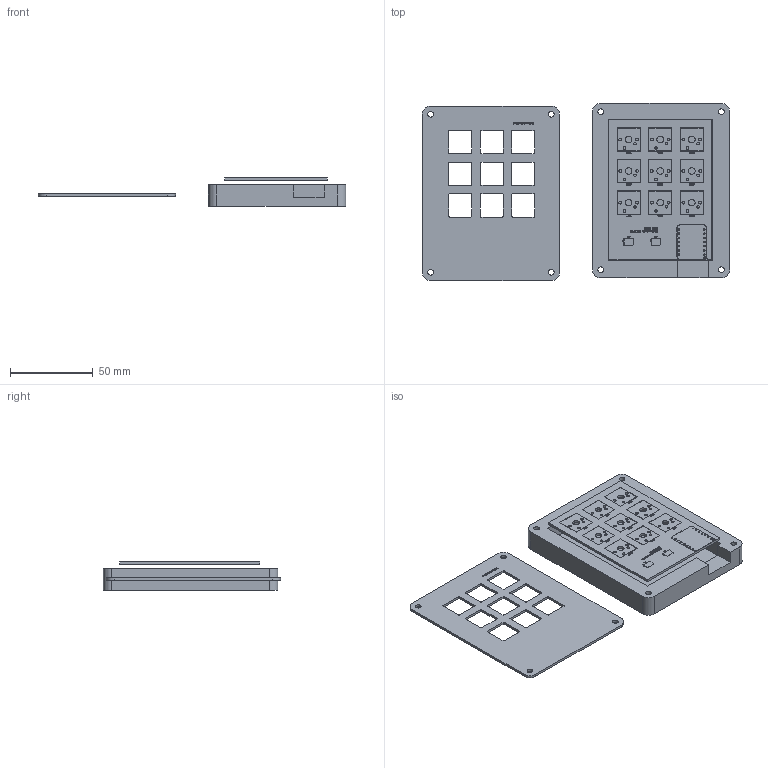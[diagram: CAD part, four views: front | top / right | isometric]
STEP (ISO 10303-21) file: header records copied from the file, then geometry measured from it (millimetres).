
FILE_DESCRIPTION(/* description */ (''),/* implementation_level */ '2;1');
FILE_NAME(/* name */ 'hackpad v4.step',/* time_stamp */ '2025-12-03T16:51:48Z',/* author */ (''),/* organization */ (''),/* preprocessor_version */ 'ST-DEVELOPER v20.1',/* originating_system */ 'Autodesk Translation Framework v14.17.0.0',/* authorisation */ '');
FILE_SCHEMA (('AUTOMOTIVE_DESIGN { 1 0 10303 214 3 1 1 }'));
Length unit declared in the file: millimetre
Products named in the file (6): hackpad; Matheesha's Hackpad; macropad 1; macropad_silkscreen; macropad_PCB; hackpad_front
Assembly tree (4 placements, depth 3):
  hackpad
  Matheesha's Hackpad
    macropad 1
      macropad_silkscreen
      macropad_PCB
    hackpad_front
Bounding box: 185.69 x 107.05 x 17.25 mm (x, y, z)
Volume: 75438.4 mm3; surface area: 51988 mm2
Topology: 3 solids, 76 shells, 652 faces, 3027 edges, 2482 vertices
Faces by surface type: bspline 270, plane 267, cylinder 115
Full cylindrical faces by diameter (mm): 0.889 x14, 1.5 x18, 1.7 x18, 3.4 x8, 4 x9, 6 x4
Entity records: 34139 total; most frequent: CARTESIAN_POINT 10762, ORIENTED_EDGE 4662, DIRECTION 3838, EDGE_CURVE 3027, VERTEX_POINT 2482, LINE 1922, VECTOR 1922, AXIS2_PLACEMENT_3D 958
